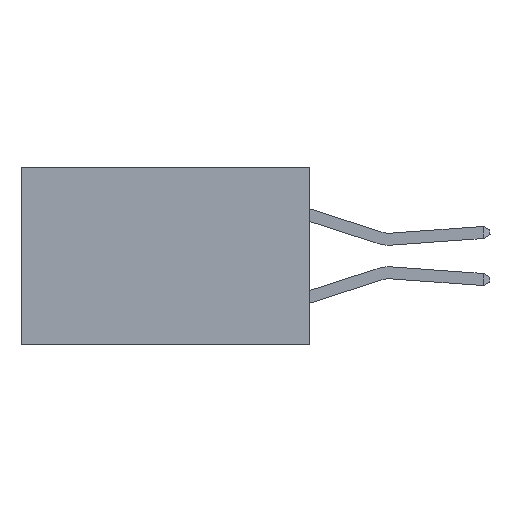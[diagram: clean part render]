
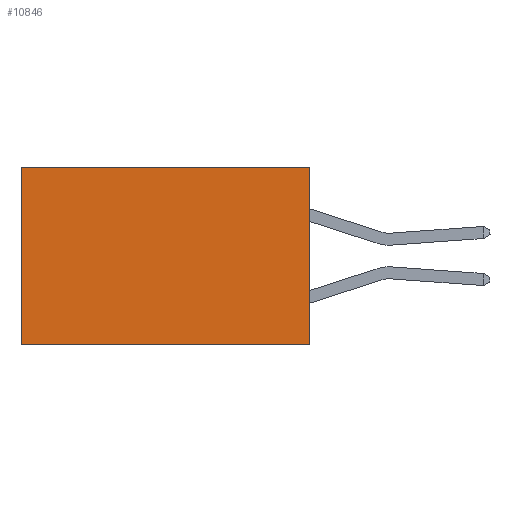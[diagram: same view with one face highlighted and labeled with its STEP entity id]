
A CAD part, left-side view. The second image highlights one B-rep face of the part: STEP entity #10846.
In plain terms, the highlighted planar face has unit normal (-1, 0, 0).
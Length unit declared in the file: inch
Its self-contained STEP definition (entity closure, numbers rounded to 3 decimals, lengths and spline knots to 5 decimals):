
#579 = DIRECTION ( 'NONE',  ( 1., 0., 0. ) ) ;
#1431 = VECTOR ( 'NONE', #4444, 39.37008 ) ;
#1462 = VERTEX_POINT ( 'NONE', #5671 ) ;
#1542 = LINE ( 'NONE', #3046, #11054 ) ;
#2198 = CARTESIAN_POINT ( 'NONE',  ( 0.298, 0., 0. ) ) ;
#2762 = AXIS2_PLACEMENT_3D ( 'NONE', #5946, #579, #4959 ) ;
#3046 = CARTESIAN_POINT ( 'NONE',  ( 0.298, 0., -0.37 ) ) ;
#3128 = CARTESIAN_POINT ( 'NONE',  ( 0.298, 0., -0.37 ) ) ;
#3226 = EDGE_CURVE ( 'NONE', #1462, #5841, #7634, .T. ) ;
#3527 = CARTESIAN_POINT ( 'NONE',  ( 0.298, 0., 0. ) ) ;
#3933 = ORIENTED_EDGE ( 'NONE', *, *, #3226, .T. ) ;
#4001 = ORIENTED_EDGE ( 'NONE', *, *, #9611, .F. ) ;
#4002 = LINE ( 'NONE', #3527, #1431 ) ;
#4290 = VERTEX_POINT ( 'NONE', #3128 ) ;
#4444 = DIRECTION ( 'NONE',  ( 0., 1., 0. ) ) ;
#4959 = DIRECTION ( 'NONE',  ( 0., 0., -1. ) ) ;
#5671 = CARTESIAN_POINT ( 'NONE',  ( 0.298, 0.6, 0. ) ) ;
#5838 = FACE_OUTER_BOUND ( 'NONE', #10834, .T. ) ;
#5841 = VERTEX_POINT ( 'NONE', #6274 ) ;
#5946 = CARTESIAN_POINT ( 'NONE',  ( 0.298, 0., 0. ) ) ;
#6097 = EDGE_CURVE ( 'NONE', #6639, #4290, #7041, .T. ) ;
#6274 = CARTESIAN_POINT ( 'NONE',  ( 0.298, 0.6, -0.37 ) ) ;
#6639 = VERTEX_POINT ( 'NONE', #9926 ) ;
#7041 = LINE ( 'NONE', #2198, #10430 ) ;
#7197 = DIRECTION ( 'NONE',  ( 0., 0., -1. ) ) ;
#7353 = ORIENTED_EDGE ( 'NONE', *, *, #8277, .T. ) ;
#7525 = DIRECTION ( 'NONE',  ( 0., 0., -1. ) ) ;
#7545 = DIRECTION ( 'NONE',  ( 0., 1., 0. ) ) ;
#7634 = LINE ( 'NONE', #8889, #11588 ) ;
#8277 = EDGE_CURVE ( 'NONE', #6639, #1462, #4002, .T. ) ;
#8585 = PLANE ( 'NONE',  #2762 ) ;
#8889 = CARTESIAN_POINT ( 'NONE',  ( 0.298, 0.6, 0. ) ) ;
#9611 = EDGE_CURVE ( 'NONE', #4290, #5841, #1542, .T. ) ;
#9926 = CARTESIAN_POINT ( 'NONE',  ( 0.298, 0., 0. ) ) ;
#10430 = VECTOR ( 'NONE', #7525, 39.37008 ) ;
#10834 = EDGE_LOOP ( 'NONE', ( #3933, #4001, #11706, #7353 ) ) ;
#10846 = ADVANCED_FACE ( 'NONE', ( #5838 ), #8585, .F. ) ;
#11054 = VECTOR ( 'NONE', #7545, 39.37008 ) ;
#11588 = VECTOR ( 'NONE', #7197, 39.37008 ) ;
#11706 = ORIENTED_EDGE ( 'NONE', *, *, #6097, .F. ) ;
